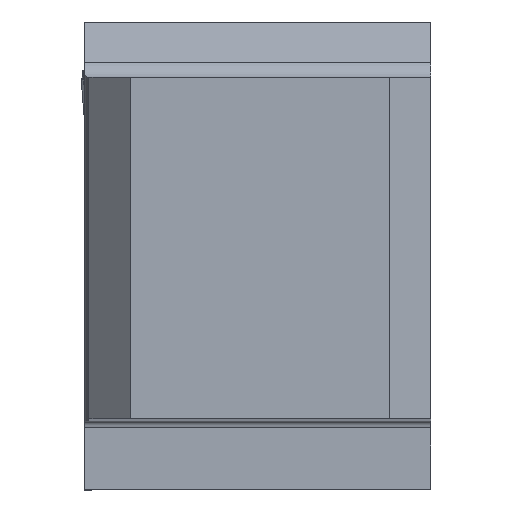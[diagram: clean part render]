
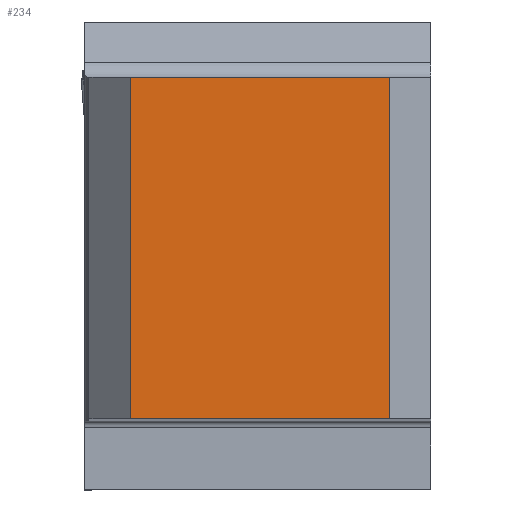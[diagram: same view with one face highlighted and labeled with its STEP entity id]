
A CAD part, top view. The second image highlights one B-rep face of the part: STEP entity #234.
In plain terms, the highlighted planar face has unit normal (0, 0, 1).
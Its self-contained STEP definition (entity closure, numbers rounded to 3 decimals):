
#234=ADVANCED_FACE('CU_BACK_SU1',(#360),#317,.F.);
#317=PLANE('',#1758);
#360=FACE_OUTER_BOUND('',#443,.T.);
#443=EDGE_LOOP('',(#526,#527,#528,#529));
#526=ORIENTED_EDGE('',*,*,#1146,.F.);
#527=ORIENTED_EDGE('',*,*,#1147,.T.);
#528=ORIENTED_EDGE('',*,*,#1148,.T.);
#529=ORIENTED_EDGE('',*,*,#1149,.F.);
#992=VERTEX_POINT('',#2373);
#993=VERTEX_POINT('',#2374);
#994=VERTEX_POINT('',#2376);
#995=VERTEX_POINT('',#2378);
#1146=EDGE_CURVE('',#992,#993,#1379,.T.);
#1147=EDGE_CURVE('',#992,#994,#1380,.T.);
#1148=EDGE_CURVE('',#994,#995,#1381,.T.);
#1149=EDGE_CURVE('',#993,#995,#1382,.T.);
#1379=LINE('',#2372,#1523);
#1380=LINE('',#2375,#1524);
#1381=LINE('',#2377,#1525);
#1382=LINE('',#2379,#1526);
#1523=VECTOR('',#1915,1.);
#1524=VECTOR('',#1916,1.);
#1525=VECTOR('',#1917,1.);
#1526=VECTOR('',#1918,1.);
#1758=AXIS2_PLACEMENT_3D('',#2380,#1919,#1920);
#1915=DIRECTION('',(0.,1.,0.));
#1916=DIRECTION('',(1.,0.,0.));
#1917=DIRECTION('',(0.,1.,0.));
#1918=DIRECTION('',(1.,0.,0.));
#1919=DIRECTION('',(0.,0.,-1.));
#1920=DIRECTION('',(-1.,0.,0.));
#2372=CARTESIAN_POINT('',(-21.925,0.,0.));
#2373=CARTESIAN_POINT('',(-21.925,0.,0.));
#2374=CARTESIAN_POINT('',(-21.925,24.925,0.));
#2375=CARTESIAN_POINT('',(-110.,0.,0.));
#2376=CARTESIAN_POINT('',(-3.,0.,0.));
#2377=CARTESIAN_POINT('',(-3.,0.,0.));
#2378=CARTESIAN_POINT('',(-3.,24.925,0.));
#2379=CARTESIAN_POINT('',(-110.,24.925,0.));
#2380=CARTESIAN_POINT('',(23.246,44.925,0.));
